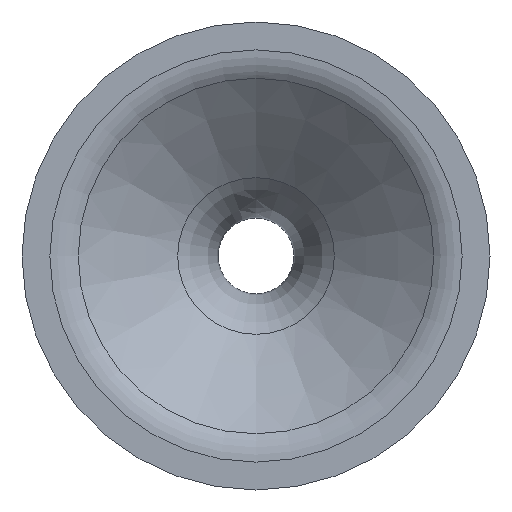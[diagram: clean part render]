
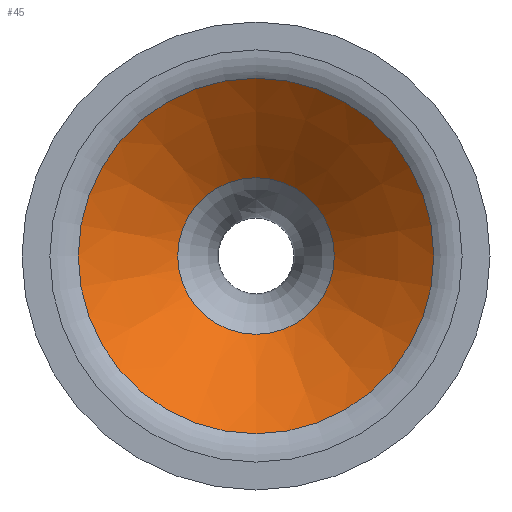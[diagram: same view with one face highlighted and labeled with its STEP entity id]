
A CAD part, left-side view. The second image highlights one B-rep face of the part: STEP entity #45.
In plain terms, the highlighted conical face has half-angle 50.423 degrees and reference radius 3.514 mm.
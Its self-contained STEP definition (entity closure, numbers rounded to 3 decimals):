
#45 = ADVANCED_FACE( '', ( #96, #97 ), #98, .F. );
#96 = FACE_OUTER_BOUND( '', #155, .T. );
#97 = FACE_BOUND( '', #156, .T. );
#98 = CONICAL_SURFACE( '', #157, 3.514, 0.88 );
#155 = EDGE_LOOP( '', ( #216 ) );
#156 = EDGE_LOOP( '', ( #217 ) );
#157 = AXIS2_PLACEMENT_3D( '', #218, #219, #220 );
#216 = ORIENTED_EDGE( '', *, *, #280, .T. );
#217 = ORIENTED_EDGE( '', *, *, #281, .F. );
#218 = CARTESIAN_POINT( '', ( 4.146, 0., 0. ) );
#219 = DIRECTION( '', ( -1., 0., 0. ) );
#220 = DIRECTION( '', ( 0., 0., 1. ) );
#280 = EDGE_CURVE( '', #312, #312, #313, .T. );
#281 = EDGE_CURVE( '', #314, #314, #315, .T. );
#312 = VERTEX_POINT( '', #351 );
#313 = CIRCLE( '', #352, 7.976 );
#314 = VERTEX_POINT( '', #353 );
#315 = CIRCLE( '', #354, 3.514 );
#351 = CARTESIAN_POINT( '', ( 0.458, 0., 7.976 ) );
#352 = AXIS2_PLACEMENT_3D( '', #391, #392, #393 );
#353 = CARTESIAN_POINT( '', ( 4.146, 0., 3.514 ) );
#354 = AXIS2_PLACEMENT_3D( '', #394, #395, #396 );
#391 = CARTESIAN_POINT( '', ( 0.458, 0., 0. ) );
#392 = DIRECTION( '', ( -1., 0., 0. ) );
#393 = DIRECTION( '', ( 0., 0., 1. ) );
#394 = CARTESIAN_POINT( '', ( 4.146, 0., 0. ) );
#395 = DIRECTION( '', ( -1., 0., 0. ) );
#396 = DIRECTION( '', ( 0., 0., 1. ) );
